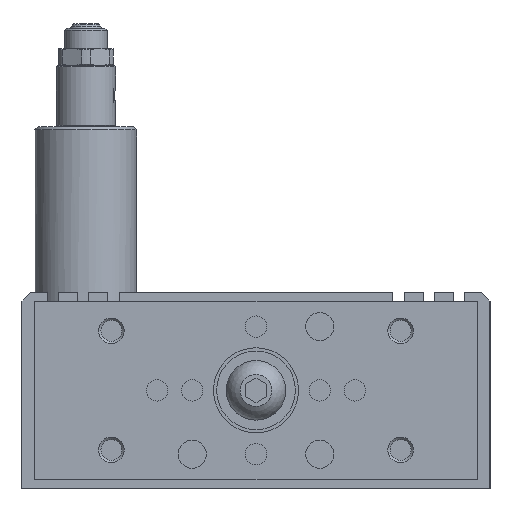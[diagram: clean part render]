
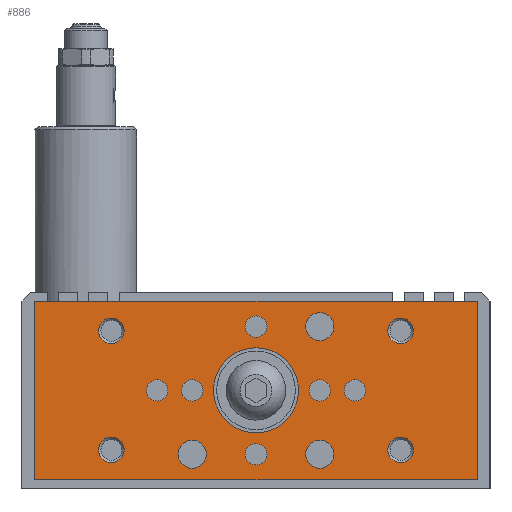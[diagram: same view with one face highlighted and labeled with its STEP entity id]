
A CAD part, left-side view. The second image highlights one B-rep face of the part: STEP entity #886.
In plain terms, the highlighted planar face has unit normal (-1, 0, 0).
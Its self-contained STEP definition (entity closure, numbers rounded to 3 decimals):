
#886 = ADVANCED_FACE( '', ( #1952, #1953, #1954, #1955, #1956, #1957, #1958, #1959, #1960, #1961, #1962, #1963, #1964, #1965, #1966 ), #1967, .F. );
#1952 = FACE_BOUND( '', #3064, .T. );
#1953 = FACE_BOUND( '', #3065, .T. );
#1954 = FACE_BOUND( '', #3066, .T. );
#1955 = FACE_BOUND( '', #3067, .T. );
#1956 = FACE_BOUND( '', #3068, .T. );
#1957 = FACE_BOUND( '', #3069, .T. );
#1958 = FACE_BOUND( '', #3070, .T. );
#1959 = FACE_BOUND( '', #3071, .T. );
#1960 = FACE_BOUND( '', #3072, .T. );
#1961 = FACE_BOUND( '', #3073, .T. );
#1962 = FACE_BOUND( '', #3074, .T. );
#1963 = FACE_BOUND( '', #3075, .T. );
#1964 = FACE_BOUND( '', #3076, .T. );
#1965 = FACE_BOUND( '', #3077, .T. );
#1966 = FACE_OUTER_BOUND( '', #3078, .T. );
#1967 = PLANE( '', #3079 );
#3064 = EDGE_LOOP( '', ( #5282 ) );
#3065 = EDGE_LOOP( '', ( #5283 ) );
#3066 = EDGE_LOOP( '', ( #5284 ) );
#3067 = EDGE_LOOP( '', ( #5285 ) );
#3068 = EDGE_LOOP( '', ( #5286 ) );
#3069 = EDGE_LOOP( '', ( #5287 ) );
#3070 = EDGE_LOOP( '', ( #5288 ) );
#3071 = EDGE_LOOP( '', ( #5289 ) );
#3072 = EDGE_LOOP( '', ( #5290 ) );
#3073 = EDGE_LOOP( '', ( #5291 ) );
#3074 = EDGE_LOOP( '', ( #5292 ) );
#3075 = EDGE_LOOP( '', ( #5293 ) );
#3076 = EDGE_LOOP( '', ( #5294 ) );
#3077 = EDGE_LOOP( '', ( #5295 ) );
#3078 = EDGE_LOOP( '', ( #5296, #5297, #5298, #5299 ) );
#3079 = AXIS2_PLACEMENT_3D( '', #5300, #5301, #5302 );
#5282 = ORIENTED_EDGE( '', *, *, #5893, .T. );
#5283 = ORIENTED_EDGE( '', *, *, #6274, .T. );
#5284 = ORIENTED_EDGE( '', *, *, #6053, .T. );
#5285 = ORIENTED_EDGE( '', *, *, #5725, .T. );
#5286 = ORIENTED_EDGE( '', *, *, #5729, .T. );
#5287 = ORIENTED_EDGE( '', *, *, #6242, .T. );
#5288 = ORIENTED_EDGE( '', *, *, #6018, .T. );
#5289 = ORIENTED_EDGE( '', *, *, #5850, .F. );
#5290 = ORIENTED_EDGE( '', *, *, #6078, .T. );
#5291 = ORIENTED_EDGE( '', *, *, #5661, .T. );
#5292 = ORIENTED_EDGE( '', *, *, #5482, .F. );
#5293 = ORIENTED_EDGE( '', *, *, #5822, .F. );
#5294 = ORIENTED_EDGE( '', *, *, #5456, .T. );
#5295 = ORIENTED_EDGE( '', *, *, #6269, .T. );
#5296 = ORIENTED_EDGE( '', *, *, #6191, .F. );
#5297 = ORIENTED_EDGE( '', *, *, #5963, .F. );
#5298 = ORIENTED_EDGE( '', *, *, #6153, .F. );
#5299 = ORIENTED_EDGE( '', *, *, #6119, .F. );
#5300 = CARTESIAN_POINT( '', ( -106., 52., 44. ) );
#5301 = DIRECTION( '', ( 1., 0., 0. ) );
#5302 = DIRECTION( '', ( 0., 0., 1. ) );
#5456 = EDGE_CURVE( '', #6306, #6306, #6307, .T. );
#5482 = EDGE_CURVE( '', #6354, #6354, #6355, .T. );
#5661 = EDGE_CURVE( '', #6663, #6663, #6664, .T. );
#5725 = EDGE_CURVE( '', #6770, #6770, #6771, .T. );
#5729 = EDGE_CURVE( '', #6777, #6777, #6778, .T. );
#5822 = EDGE_CURVE( '', #6927, #6927, #6928, .T. );
#5850 = EDGE_CURVE( '', #6967, #6967, #6968, .T. );
#5893 = EDGE_CURVE( '', #7039, #7039, #7040, .T. );
#5963 = EDGE_CURVE( '', #7142, #7144, #7145, .T. );
#6018 = EDGE_CURVE( '', #7218, #7218, #7219, .T. );
#6053 = EDGE_CURVE( '', #7264, #7264, #7265, .T. );
#6078 = EDGE_CURVE( '', #7298, #7298, #7299, .T. );
#6119 = EDGE_CURVE( '', #7351, #7353, #7354, .T. );
#6153 = EDGE_CURVE( '', #7353, #7142, #7393, .T. );
#6191 = EDGE_CURVE( '', #7144, #7351, #7437, .T. );
#6242 = EDGE_CURVE( '', #7495, #7495, #7496, .T. );
#6269 = EDGE_CURVE( '', #7527, #7527, #7528, .T. );
#6274 = EDGE_CURVE( '', #7533, #7533, #7534, .T. );
#6306 = VERTEX_POINT( '', #7567 );
#6307 = CIRCLE( '', #7568, 3. );
#6354 = VERTEX_POINT( '', #7643 );
#6355 = CIRCLE( '', #7644, 3. );
#6663 = VERTEX_POINT( '', #8258 );
#6664 = CIRCLE( '', #8259, 3. );
#6770 = VERTEX_POINT( '', #8393 );
#6771 = CIRCLE( '', #8394, 2.51 );
#6777 = VERTEX_POINT( '', #8400 );
#6778 = CIRCLE( '', #8401, 3.3 );
#6927 = VERTEX_POINT( '', #8603 );
#6928 = CIRCLE( '', #8604, 3. );
#6967 = VERTEX_POINT( '', #8658 );
#6968 = CIRCLE( '', #8659, 2.51 );
#7039 = VERTEX_POINT( '', #8871 );
#7040 = CIRCLE( '', #8872, 2.51 );
#7142 = VERTEX_POINT( '', #9045 );
#7144 = VERTEX_POINT( '', #9048 );
#7145 = LINE( '', #9049, #9050 );
#7218 = VERTEX_POINT( '', #9150 );
#7219 = CIRCLE( '', #9151, 3.3 );
#7264 = VERTEX_POINT( '', #9210 );
#7265 = CIRCLE( '', #9211, 2.51 );
#7298 = VERTEX_POINT( '', #9256 );
#7299 = CIRCLE( '', #9257, 2.51 );
#7351 = VERTEX_POINT( '', #9317 );
#7353 = VERTEX_POINT( '', #9320 );
#7354 = LINE( '', #9321, #9322 );
#7393 = LINE( '', #9397, #9398 );
#7437 = LINE( '', #9450, #9451 );
#7495 = VERTEX_POINT( '', #9522 );
#7496 = CIRCLE( '', #9523, 3.3 );
#7527 = VERTEX_POINT( '', #9557 );
#7528 = CIRCLE( '', #9558, 10. );
#7533 = VERTEX_POINT( '', #9563 );
#7534 = CIRCLE( '', #9564, 2.51 );
#7567 = CARTESIAN_POINT( '', ( -106., -31., 37. ) );
#7568 = AXIS2_PLACEMENT_3D( '', #9598, #9599, #9600 );
#7643 = CARTESIAN_POINT( '', ( -106., -31., 9. ) );
#7644 = AXIS2_PLACEMENT_3D( '', #9633, #9634, #9635 );
#8258 = CARTESIAN_POINT( '', ( -106., 31., 9. ) );
#8259 = AXIS2_PLACEMENT_3D( '', #9849, #9850, #9851 );
#8393 = CARTESIAN_POINT( '', ( -106., -12.49, 23. ) );
#8394 = AXIS2_PLACEMENT_3D( '', #9944, #9945, #9946 );
#8400 = CARTESIAN_POINT( '', ( -106., 15., 4.7 ) );
#8401 = AXIS2_PLACEMENT_3D( '', #9953, #9954, #9955 );
#8603 = CARTESIAN_POINT( '', ( -106., 31., 37. ) );
#8604 = AXIS2_PLACEMENT_3D( '', #10091, #10092, #10093 );
#8658 = CARTESIAN_POINT( '', ( -106., 20.74, 23. ) );
#8659 = AXIS2_PLACEMENT_3D( '', #10125, #10126, #10127 );
#8871 = CARTESIAN_POINT( '', ( -106., 0., 10.51 ) );
#8872 = AXIS2_PLACEMENT_3D( '', #10183, #10184, #10185 );
#9045 = CARTESIAN_POINT( '', ( -106., -52., 2. ) );
#9048 = CARTESIAN_POINT( '', ( -106., 52., 2. ) );
#9049 = CARTESIAN_POINT( '', ( -106., -52., 2. ) );
#9050 = VECTOR( '', #10262, 1000. );
#9150 = CARTESIAN_POINT( '', ( -106., -15., 34.7 ) );
#9151 = AXIS2_PLACEMENT_3D( '', #10324, #10325, #10326 );
#9210 = CARTESIAN_POINT( '', ( -106., 0., 35.49 ) );
#9211 = AXIS2_PLACEMENT_3D( '', #10363, #10364, #10365 );
#9256 = CARTESIAN_POINT( '', ( -106., -20.74, 23. ) );
#9257 = AXIS2_PLACEMENT_3D( '', #10388, #10389, #10390 );
#9317 = CARTESIAN_POINT( '', ( -106., 52., 44. ) );
#9320 = CARTESIAN_POINT( '', ( -106., -52., 44. ) );
#9321 = CARTESIAN_POINT( '', ( -106., 52., 44. ) );
#9322 = VECTOR( '', #10445, 1000. );
#9397 = CARTESIAN_POINT( '', ( -106., -52., 44. ) );
#9398 = VECTOR( '', #10473, 1000. );
#9450 = CARTESIAN_POINT( '', ( -106., 52., 2. ) );
#9451 = VECTOR( '', #10503, 1000. );
#9522 = CARTESIAN_POINT( '', ( -106., -15., 4.7 ) );
#9523 = AXIS2_PLACEMENT_3D( '', #10541, #10542, #10543 );
#9557 = CARTESIAN_POINT( '', ( -106., 10., 23. ) );
#9558 = AXIS2_PLACEMENT_3D( '', #10559, #10560, #10561 );
#9563 = CARTESIAN_POINT( '', ( -106., 12.49, 23. ) );
#9564 = AXIS2_PLACEMENT_3D( '', #10562, #10563, #10564 );
#9598 = CARTESIAN_POINT( '', ( -106., -34., 37. ) );
#9599 = DIRECTION( '', ( 1., 0., 0. ) );
#9600 = DIRECTION( '', ( 0., 1., 0. ) );
#9633 = CARTESIAN_POINT( '', ( -106., -34., 9. ) );
#9634 = DIRECTION( '', ( -1., 0., 0. ) );
#9635 = DIRECTION( '', ( 0., 1., 0. ) );
#9849 = CARTESIAN_POINT( '', ( -106., 34., 9. ) );
#9850 = DIRECTION( '', ( 1., 0., 0. ) );
#9851 = DIRECTION( '', ( 0., -1., 0. ) );
#9944 = CARTESIAN_POINT( '', ( -106., -15., 23. ) );
#9945 = DIRECTION( '', ( 1., 0., 0. ) );
#9946 = DIRECTION( '', ( 0., 1., 0. ) );
#9953 = CARTESIAN_POINT( '', ( -106., 15., 8. ) );
#9954 = DIRECTION( '', ( 1., 0., 0. ) );
#9955 = DIRECTION( '', ( 0., 0., -1. ) );
#10091 = CARTESIAN_POINT( '', ( -106., 34., 37. ) );
#10092 = DIRECTION( '', ( -1., 0., 0. ) );
#10093 = DIRECTION( '', ( 0., -1., 0. ) );
#10125 = CARTESIAN_POINT( '', ( -106., 23.25, 23. ) );
#10126 = DIRECTION( '', ( -1., 0., 0. ) );
#10127 = DIRECTION( '', ( 0., -1., 0. ) );
#10183 = CARTESIAN_POINT( '', ( -106., 0., 8. ) );
#10184 = DIRECTION( '', ( 1., 0., 0. ) );
#10185 = DIRECTION( '', ( 0., 0., 1. ) );
#10262 = DIRECTION( '', ( 0., 1., 0. ) );
#10324 = CARTESIAN_POINT( '', ( -106., -15., 38. ) );
#10325 = DIRECTION( '', ( 1., 0., 0. ) );
#10326 = DIRECTION( '', ( 0., 0., -1. ) );
#10363 = CARTESIAN_POINT( '', ( -106., 0., 38. ) );
#10364 = DIRECTION( '', ( 1., 0., 0. ) );
#10365 = DIRECTION( '', ( 0., 0., -1. ) );
#10388 = CARTESIAN_POINT( '', ( -106., -23.25, 23. ) );
#10389 = DIRECTION( '', ( 1., 0., 0. ) );
#10390 = DIRECTION( '', ( 0., 1., 0. ) );
#10445 = DIRECTION( '', ( 0., -1., 0. ) );
#10473 = DIRECTION( '', ( 0., 0., -1. ) );
#10503 = DIRECTION( '', ( 0., 0., 1. ) );
#10541 = CARTESIAN_POINT( '', ( -106., -15., 8. ) );
#10542 = DIRECTION( '', ( 1., 0., 0. ) );
#10543 = DIRECTION( '', ( 0., 0., -1. ) );
#10559 = CARTESIAN_POINT( '', ( -106., 0., 23. ) );
#10560 = DIRECTION( '', ( 1., 0., 0. ) );
#10561 = DIRECTION( '', ( 0., 1., 0. ) );
#10562 = CARTESIAN_POINT( '', ( -106., 15., 23. ) );
#10563 = DIRECTION( '', ( 1., 0., 0. ) );
#10564 = DIRECTION( '', ( 0., -1., 0. ) );
